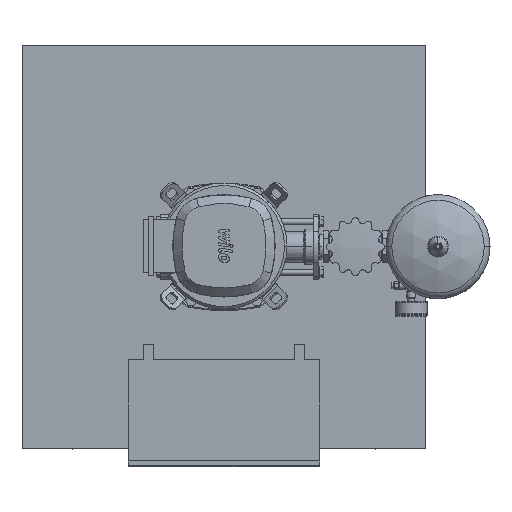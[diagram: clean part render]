
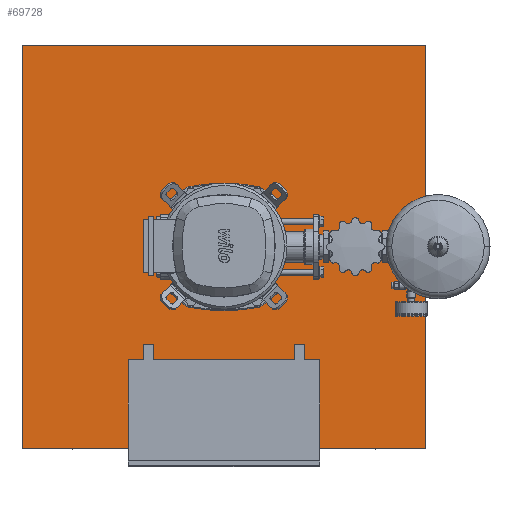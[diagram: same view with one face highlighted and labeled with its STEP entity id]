
A CAD part, top view. The second image highlights one B-rep face of the part: STEP entity #69728.
In plain terms, the highlighted planar face has unit normal (0, 0, 1).
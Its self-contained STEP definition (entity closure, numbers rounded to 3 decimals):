
#69689=CARTESIAN_POINT('',(-400.0,0.,125.0));
#69690=DIRECTION('',(0.0,0.0,1.0));
#69691=DIRECTION('',(0.0,-1.0,0.0));
#69692=AXIS2_PLACEMENT_3D('',#69689,#69690,#69691);
#69693=PLANE('',#69692);
#69694=CARTESIAN_POINT('',(400.0,-400.0,125.));
#69695=VERTEX_POINT('',#69694);
#69696=CARTESIAN_POINT('',(400.0,400.0,125.));
#69697=VERTEX_POINT('',#69696);
#69698=CARTESIAN_POINT('',(400.0,-400.0,125.));
#69699=DIRECTION('',(0.0,1.0,0.0));
#69700=VECTOR('',#69699,800.0);
#69701=LINE('',#69698,#69700);
#69702=EDGE_CURVE('',#69695,#69697,#69701,.T.);
#69703=ORIENTED_EDGE('',*,*,#69702,.T.);
#69704=CARTESIAN_POINT('',(-400.0,400.0,125.));
#69705=VERTEX_POINT('',#69704);
#69706=CARTESIAN_POINT('',(-400.0,400.0,125.));
#69707=DIRECTION('',(1.0,0.0,0.0));
#69708=VECTOR('',#69707,800.0);
#69709=LINE('',#69706,#69708);
#69710=EDGE_CURVE('',#69705,#69697,#69709,.T.);
#69711=ORIENTED_EDGE('',*,*,#69710,.F.);
#69712=CARTESIAN_POINT('',(-400.0,-400.0,125.));
#69713=VERTEX_POINT('',#69712);
#69714=CARTESIAN_POINT('',(-400.0,400.0,125.));
#69715=DIRECTION('',(0.0,-1.0,0.0));
#69716=VECTOR('',#69715,800.0);
#69717=LINE('',#69714,#69716);
#69718=EDGE_CURVE('',#69705,#69713,#69717,.T.);
#69719=ORIENTED_EDGE('',*,*,#69718,.T.);
#69720=CARTESIAN_POINT('',(-400.0,-400.0,125.));
#69721=DIRECTION('',(1.0,0.0,0.0));
#69722=VECTOR('',#69721,800.0);
#69723=LINE('',#69720,#69722);
#69724=EDGE_CURVE('',#69713,#69695,#69723,.T.);
#69725=ORIENTED_EDGE('',*,*,#69724,.T.);
#69726=EDGE_LOOP('',(#69703,#69711,#69719,#69725));
#69727=FACE_OUTER_BOUND('',#69726,.T.);
#69728=ADVANCED_FACE('',(#69727),#69693,.T.);
